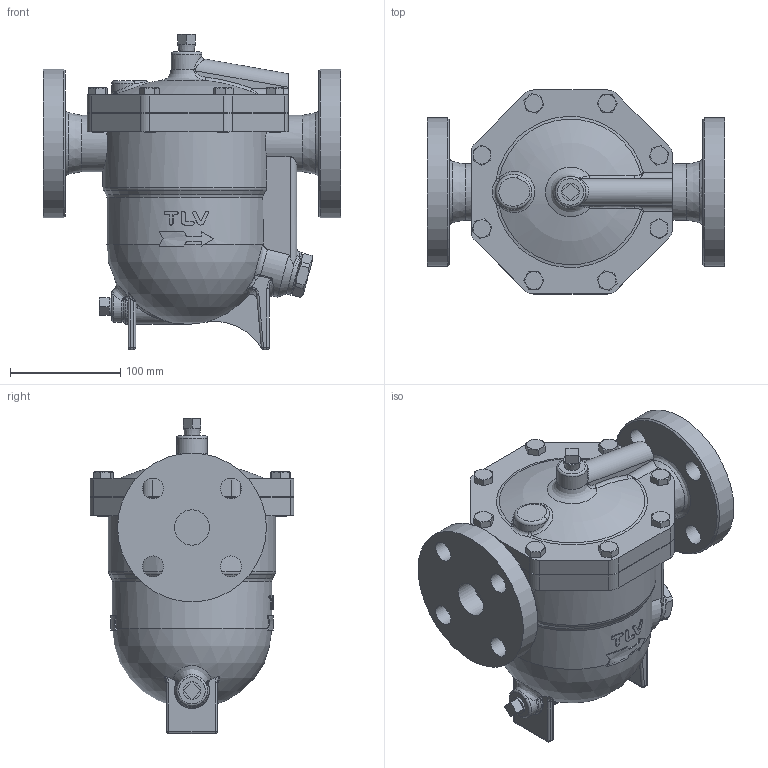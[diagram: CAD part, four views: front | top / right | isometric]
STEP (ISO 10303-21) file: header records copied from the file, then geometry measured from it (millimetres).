
FILE_DESCRIPTION((''),'2;1');
FILE_NAME('j7x00-032-jis10-00.stp','2010-09-25T14:30:21',('nakaot'),(''),'Autodesk Inventor 2008','Autodesk Inventor 2008','');
FILE_SCHEMA(('AUTOMOTIVE_DESIGN { 1 0 10303 214 1 1 1 1 }'));
Length unit declared in the file: millimetre
Products named in the file (1): j7x00-032-jis10-00
Bounding box: 270 x 185 x 286 mm (x, y, z)
Volume: 4548440.4 mm3; surface area: 280916.5 mm2
Topology: 1 solids, 1 shells, 443 faces, 1091 edges, 669 vertices
Faces by surface type: plane 161, bspline 120, cylinder 88, cone 59, sphere 10, torus 5
Full cylindrical faces by diameter (mm): 10 x16, 19 x4, 28 x1, 32 x1, 40 x1, 51 x2, 135 x1, 150 x1
Entity records: 26125 total; most frequent: CARTESIAN_POINT 16938, ORIENTED_EDGE 1992, DIRECTION 1669, EDGE_CURVE 996, AXIS2_PLACEMENT_3D 676, VERTEX_POINT 645, EDGE_LOOP 565, FACE_OUTER_BOUND 443
